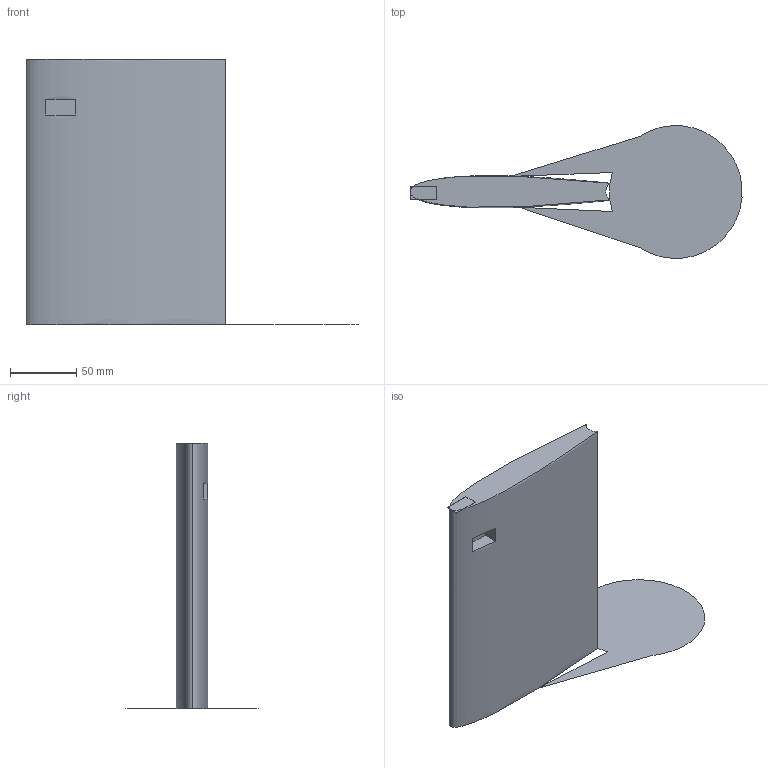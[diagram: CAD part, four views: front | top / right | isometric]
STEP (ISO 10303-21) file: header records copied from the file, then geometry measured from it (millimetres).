
FILE_DESCRIPTION(('FreeCAD Model'),'2;1');
FILE_NAME('Open CASCADE Shape Model','2022-02-24T20:57:32',('Author'),( ''),'Open CASCADE STEP processor 7.5','FreeCAD','Unknown');
FILE_SCHEMA(('AUTOMOTIVE_DESIGN { 1 0 10303 214 1 1 1 1 }'));
Length unit declared in the file: millimetre
Products named in the file (1): Pocket002
Bounding box: 249.91 x 99.78 x 200.1 mm (x, y, z)
Volume: 584553.6 mm3; surface area: 71108.3 mm2
Topology: 1 solids, 1 shells, 20 faces, 48 edges, 29 vertices
Faces by surface type: plane 15, cylinder 3, extrusion 2
Full cylindrical faces by diameter (mm): 100 x2
Entity records: 3632 total; most frequent: CARTESIAN_POINT 2716, DIRECTION 148, ORIENTED_EDGE 92, VECTOR 92, PCURVE 92, DEFINITIONAL_REPRESENTATION 92, LINE 90, EDGE_CURVE 46
